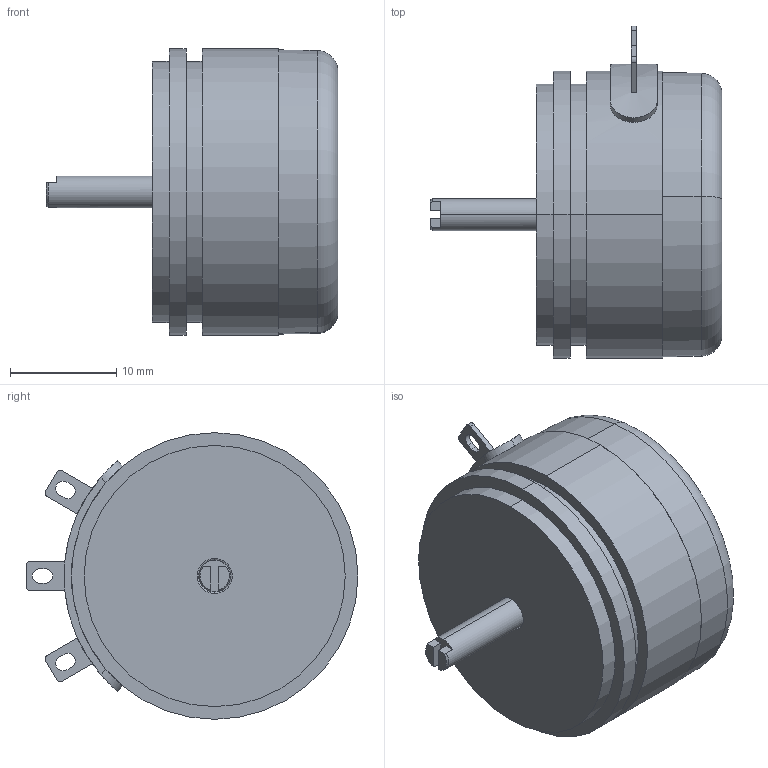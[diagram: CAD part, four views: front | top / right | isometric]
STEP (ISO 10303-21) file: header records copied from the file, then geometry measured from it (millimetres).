
FILE_DESCRIPTION (( 'STEP AP214' ), '1' );
FILE_NAME ('P25.STEP', '2012-04-02T07:37:50', ( 'dummy' ), ( 'Hewlett-Packard Company' ), 'SwSTEP 2.0', 'SolidWorks 2011', '' );
FILE_SCHEMA (( 'AUTOMOTIVE_DESIGN' ));
Length unit declared in the file: millimetre
Products named in the file (1): P25
Bounding box: 27.5 x 31.27 x 27 mm (x, y, z)
Surface area: 3190.8 mm2 (no closed solid volume)
Topology: 0 solids, 8 shells, 76 faces, 268 edges, 205 vertices
Faces by surface type: plane 37, cylinder 29, cone 4, torus 4, sphere 2
Entity records: 3936 total; most frequent: CARTESIAN_POINT 706, DIRECTION 520, ORIENTED_EDGE 430, EDGE_CURVE 268, VERTEX_POINT 205, AXIS2_PLACEMENT_3D 189, LINE 142, VECTOR 142
